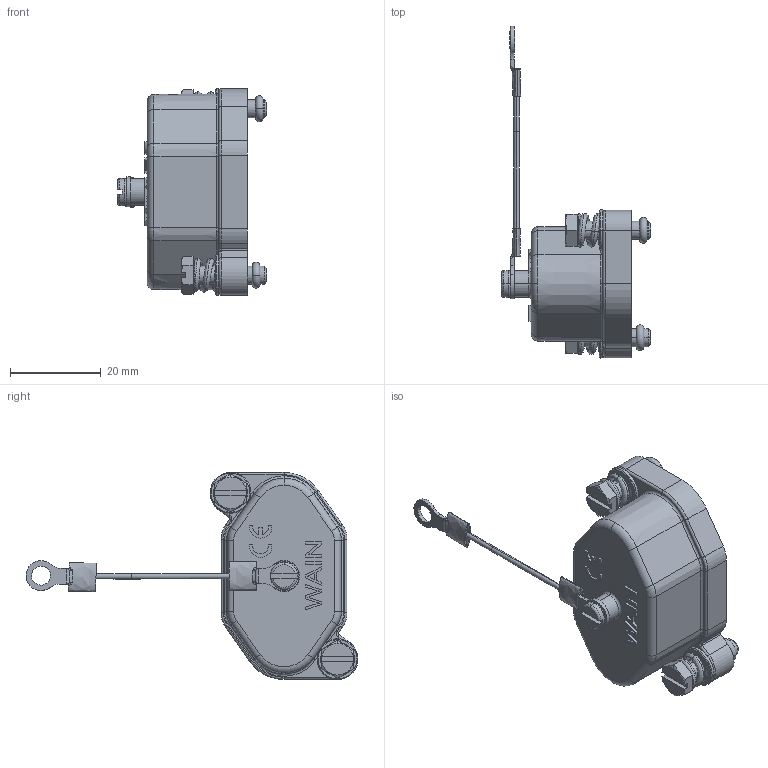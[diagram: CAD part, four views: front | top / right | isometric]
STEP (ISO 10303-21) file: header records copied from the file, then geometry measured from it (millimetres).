
FILE_DESCRIPTION(/* description */ (''),/* implementation_level */ '2;1');
FILE_NAME(/* name */ '3D_1130030208102_HP3A_H-MCV-2S_2S_V1.1.STP',/* time_stamp */ '2023-12-07T20:00:16+08:00',/* author */ (''),/* organization */ (''),/* preprocessor_version */ 'ST-DEVELOPER v18.1',/* originating_system */ 'SIEMENS PLM Software NX 1980',/* authorisation */ '');
FILE_SCHEMA (('AP203_CONFIGURATION_CONTROLLED_3D_DESIGN_OF_MECHANICAL_PARTS_AND_ASSEMBLIES_MIM_LF { 1 0 10303 403 2 1 2}'));
Length unit declared in the file: millimetre
Products named in the file (1): temp
Bounding box: 32.9 x 73.26 x 45.73 mm (x, y, z)
Volume: 6935 mm3; surface area: 9034.2 mm2
Topology: 7 solids, 7 shells, 416 faces, 1064 edges, 668 vertices
Faces by surface type: plane 157, cylinder 111, torus 78, cone 36, bspline 18, extrusion 16
Entity records: 16490 total; most frequent: CARTESIAN_POINT 6777, ORIENTED_EDGE 2120, DIRECTION 1856, EDGE_CURVE 1060, AXIS2_PLACEMENT_3D 716, VERTEX_POINT 666, EDGE_LOOP 440, VECTOR 424
